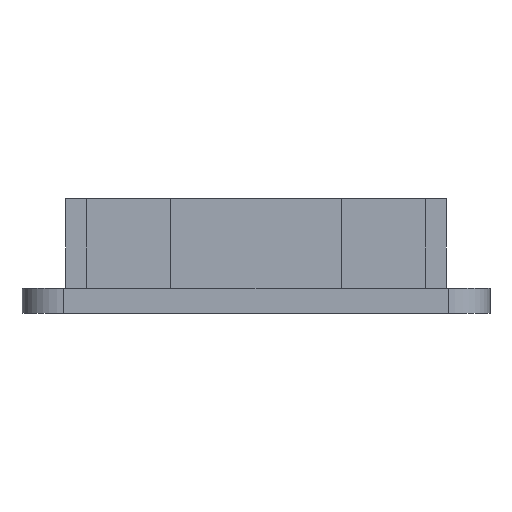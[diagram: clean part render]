
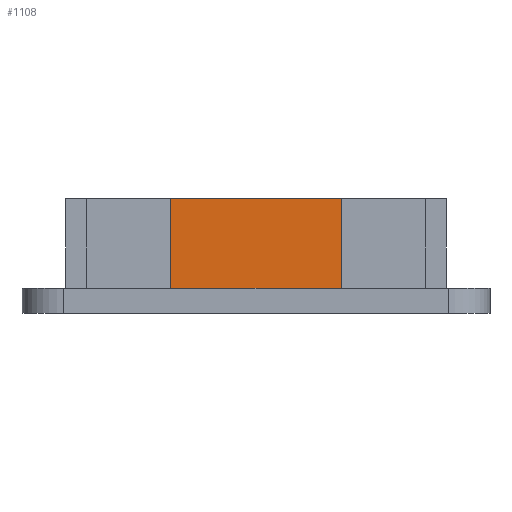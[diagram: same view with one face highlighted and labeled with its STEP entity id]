
A CAD part, front view. The second image highlights one B-rep face of the part: STEP entity #1108.
In plain terms, the highlighted planar face has unit normal (0, -1, 0).
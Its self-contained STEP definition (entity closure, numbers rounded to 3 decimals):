
#24 = CARTESIAN_POINT ( 'NONE',  ( 4.9, 5.3, -0.001 ) ) ;
#46 = ORIENTED_EDGE ( 'NONE', *, *, #1697, .F. ) ;
#74 = VERTEX_POINT ( 'NONE', #2801 ) ;
#185 = DIRECTION ( 'NONE',  ( 0., 0., 1. ) ) ;
#192 = LINE ( 'NONE', #2638, #2056 ) ;
#196 = CARTESIAN_POINT ( 'NONE',  ( 13.1, 5.3, -0.001 ) ) ;
#365 = VECTOR ( 'NONE', #185, 1000. ) ;
#430 = CARTESIAN_POINT ( 'NONE',  ( 4.9, 5.3, 0. ) ) ;
#435 = EDGE_LOOP ( 'NONE', ( #1485, #46, #1617, #723 ) ) ;
#444 = DIRECTION ( 'NONE',  ( -1., 0., 0. ) ) ;
#455 = PLANE ( 'NONE',  #1112 ) ;
#457 = DIRECTION ( 'NONE',  ( 0., 0., 1. ) ) ;
#494 = CARTESIAN_POINT ( 'NONE',  ( 13.1, 5.3, 0. ) ) ;
#529 = CARTESIAN_POINT ( 'NONE',  ( 13.1, 5.3, 5.5 ) ) ;
#663 = DIRECTION ( 'NONE',  ( 0., 0., 1. ) ) ;
#721 = EDGE_CURVE ( 'NONE', #1691, #74, #2232, .T. ) ;
#723 = ORIENTED_EDGE ( 'NONE', *, *, #2730, .F. ) ;
#750 = CARTESIAN_POINT ( 'NONE',  ( 4.9, 5.3, -0.001 ) ) ;
#879 = LINE ( 'NONE', #430, #2577 ) ;
#969 = EDGE_CURVE ( 'NONE', #2151, #1930, #1491, .T. ) ;
#1108 = ADVANCED_FACE ( 'NONE', ( #1429 ), #455, .F. ) ;
#1112 = AXIS2_PLACEMENT_3D ( 'NONE', #24, #1116, #663 ) ;
#1116 = DIRECTION ( 'NONE',  ( 0., 1., 0. ) ) ;
#1288 = CARTESIAN_POINT ( 'NONE',  ( 4.9, 5.3, 0. ) ) ;
#1429 = FACE_OUTER_BOUND ( 'NONE', #435, .T. ) ;
#1485 = ORIENTED_EDGE ( 'NONE', *, *, #969, .T. ) ;
#1491 = LINE ( 'NONE', #196, #365 ) ;
#1617 = ORIENTED_EDGE ( 'NONE', *, *, #721, .F. ) ;
#1691 = VERTEX_POINT ( 'NONE', #1288 ) ;
#1697 = EDGE_CURVE ( 'NONE', #74, #1930, #192, .T. ) ;
#1930 = VERTEX_POINT ( 'NONE', #529 ) ;
#1969 = DIRECTION ( 'NONE',  ( 1., 0., 0. ) ) ;
#2056 = VECTOR ( 'NONE', #1969, 1000. ) ;
#2151 = VERTEX_POINT ( 'NONE', #494 ) ;
#2232 = LINE ( 'NONE', #750, #2631 ) ;
#2577 = VECTOR ( 'NONE', #444, 1000. ) ;
#2631 = VECTOR ( 'NONE', #457, 1000. ) ;
#2638 = CARTESIAN_POINT ( 'NONE',  ( 4.9, 5.3, 5.5 ) ) ;
#2730 = EDGE_CURVE ( 'NONE', #2151, #1691, #879, .T. ) ;
#2801 = CARTESIAN_POINT ( 'NONE',  ( 4.9, 5.3, 5.5 ) ) ;
